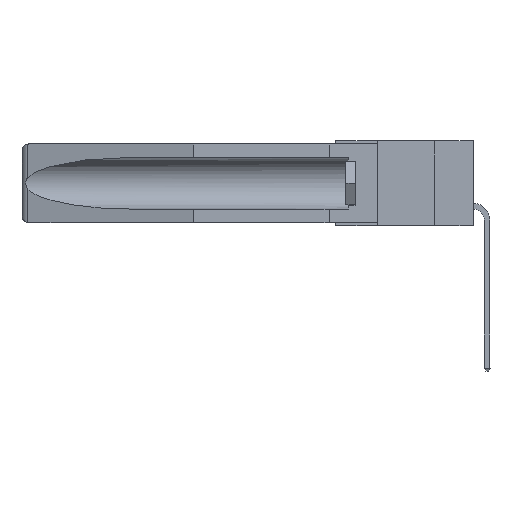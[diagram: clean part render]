
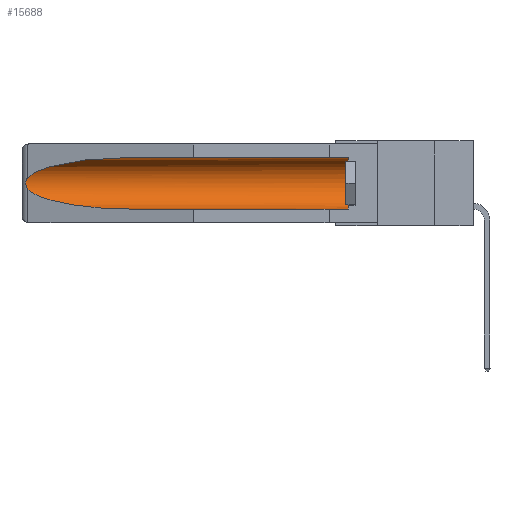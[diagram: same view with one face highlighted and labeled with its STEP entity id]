
A CAD part, left-side view. The second image highlights one B-rep face of the part: STEP entity #15688.
In plain terms, the highlighted cylindrical face has radius 2.857 mm (diameter 5.715 mm), a partial arc.
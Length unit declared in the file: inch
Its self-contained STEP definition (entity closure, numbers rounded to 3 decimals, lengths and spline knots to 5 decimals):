
#129 = CARTESIAN_POINT ( 'NONE',  ( 0.25451, 1.48313, -0.09465 ) ) ;
#208 = CARTESIAN_POINT ( 'NONE',  ( 0.155, 1.07973, -0.284 ) ) ;
#311 = DIRECTION ( 'NONE',  ( 0., 0., 1. ) ) ;
#720 = CARTESIAN_POINT ( 'NONE',  ( 0.26537, 1.52718, -0.14972 ) ) ;
#915 = CARTESIAN_POINT ( 'NONE',  ( 0.2673, 1.53269, -0.17917 ) ) ;
#929 = ORIENTED_EDGE ( 'NONE', *, *, #16395, .F. ) ;
#1206 = LINE ( 'NONE', #6339, #20180 ) ;
#2121 = EDGE_CURVE ( 'NONE', #20171, #12037, #13442, .T. ) ;
#2242 = CARTESIAN_POINT ( 'NONE',  ( 0.2675, 1.53308, -0.17534 ) ) ;
#2451 =( BOUNDED_CURVE ( )  B_SPLINE_CURVE ( 3, ( #13234, #13033, #4080, #7263 ),
 .UNSPECIFIED., .F., .T. ) 
 B_SPLINE_CURVE_WITH_KNOTS ( ( 4, 4 ),
 ( 0.1948, 1.5708 ),
 .UNSPECIFIED. ) 
 CURVE ( )  GEOMETRIC_REPRESENTATION_ITEM ( )  RATIONAL_B_SPLINE_CURVE ( ( 1., 0.848, 0.848, 1. ) ) 
 REPRESENTATION_ITEM ( '' )  );
#2755 = CARTESIAN_POINT ( 'NONE',  ( 0.26537, 1.52718, -0.14972 ) ) ;
#2815 = EDGE_CURVE ( 'NONE', #12983, #20212, #7851, .T. ) ;
#3614 = CARTESIAN_POINT ( 'NONE',  ( 0.155, 1.07973, -0.059 ) ) ;
#3846 = DIRECTION ( 'NONE',  ( 0., 1., 0. ) ) ;
#4080 = CARTESIAN_POINT ( 'NONE',  ( 0.21114, 1.30732, -0.284 ) ) ;
#4877 =( BOUNDED_CURVE ( )  B_SPLINE_CURVE ( 3, ( #6275, #13955, #129, #4897 ),
 .UNSPECIFIED., .F., .F. ) 
 B_SPLINE_CURVE_WITH_KNOTS ( ( 4, 4 ),
 ( 4.71239, 6.08839 ),
 .UNSPECIFIED. ) 
 CURVE ( )  GEOMETRIC_REPRESENTATION_ITEM ( )  RATIONAL_B_SPLINE_CURVE ( ( 1., 0.848, 0.848, 1. ) ) 
 REPRESENTATION_ITEM ( '' )  );
#4897 = CARTESIAN_POINT ( 'NONE',  ( 0.26537, 1.52718, -0.14972 ) ) ;
#6275 = CARTESIAN_POINT ( 'NONE',  ( 0.155, 1.07973, -0.059 ) ) ;
#6339 = CARTESIAN_POINT ( 'NONE',  ( 0.155, -0.30754, -0.284 ) ) ;
#6516 = EDGE_LOOP ( 'NONE', ( #14834, #11304, #16488, #929, #16611, #18350 ) ) ;
#7263 = CARTESIAN_POINT ( 'NONE',  ( 0.155, 1.07973, -0.284 ) ) ;
#7851 = CIRCLE ( 'NONE', #9759, 0.1125 ) ;
#8058 = DIRECTION ( 'NONE',  ( 0., 1., 0. ) ) ;
#8664 = EDGE_CURVE ( 'NONE', #10017, #20171, #4877, .T. ) ;
#8720 = CARTESIAN_POINT ( 'NONE',  ( 0.26655, 1.53094, -0.18657 ) ) ;
#9759 = AXIS2_PLACEMENT_3D ( 'NONE', #18250, #19871, #18727 ) ;
#10017 = VERTEX_POINT ( 'NONE', #3614 ) ;
#10165 = CARTESIAN_POINT ( 'NONE',  ( 0.2673, 1.5327, -0.16383 ) ) ;
#10174 = VECTOR ( 'NONE', #3846, 39.37008 ) ;
#10904 = LINE ( 'NONE', #17866, #10174 ) ;
#11304 = ORIENTED_EDGE ( 'NONE', *, *, #2121, .T. ) ;
#12037 = VERTEX_POINT ( 'NONE', #15379 ) ;
#12524 = EDGE_CURVE ( 'NONE', #12037, #19033, #2451, .T. ) ;
#12841 = CYLINDRICAL_SURFACE ( 'NONE', #17378, 0.1125 ) ;
#12983 = VERTEX_POINT ( 'NONE', #13214 ) ;
#13033 = CARTESIAN_POINT ( 'NONE',  ( 0.25451, 1.48313, -0.24835 ) ) ;
#13214 = CARTESIAN_POINT ( 'NONE',  ( 0.155, 0.126, -0.284 ) ) ;
#13234 = CARTESIAN_POINT ( 'NONE',  ( 0.26537, 1.52718, -0.19328 ) ) ;
#13333 = FACE_OUTER_BOUND ( 'NONE', #6516, .T. ) ;
#13442 = B_SPLINE_CURVE_WITH_KNOTS ( 'NONE', 3,
 ( #720, #18102, #13526, #10165, #18162, #2242, #915, #8720, #13456, #14976 ),
 .UNSPECIFIED., .F., .F.,
 ( 4, 2, 2, 2, 4 ),
 ( 0., 0.00029, 0.00058, 0.00087, 0.00117 ),
 .UNSPECIFIED. ) ;
#13456 = CARTESIAN_POINT ( 'NONE',  ( 0.26597, 1.5296, -0.19026 ) ) ;
#13526 = CARTESIAN_POINT ( 'NONE',  ( 0.26654, 1.53092, -0.15636 ) ) ;
#13955 = CARTESIAN_POINT ( 'NONE',  ( 0.21114, 1.30732, -0.059 ) ) ;
#14742 = EDGE_CURVE ( 'NONE', #20212, #10017, #10904, .T. ) ;
#14834 = ORIENTED_EDGE ( 'NONE', *, *, #8664, .T. ) ;
#14976 = CARTESIAN_POINT ( 'NONE',  ( 0.26537, 1.52718, -0.19328 ) ) ;
#15379 = CARTESIAN_POINT ( 'NONE',  ( 0.26537, 1.52718, -0.19328 ) ) ;
#15655 = CARTESIAN_POINT ( 'NONE',  ( 0.155, 0.126, -0.059 ) ) ;
#15688 = ADVANCED_FACE ( 'NONE', ( #13333 ), #12841, .F. ) ;
#16230 = CARTESIAN_POINT ( 'NONE',  ( 0.155, -0.30754, -0.1715 ) ) ;
#16395 = EDGE_CURVE ( 'NONE', #12983, #19033, #1206, .T. ) ;
#16488 = ORIENTED_EDGE ( 'NONE', *, *, #12524, .T. ) ;
#16611 = ORIENTED_EDGE ( 'NONE', *, *, #2815, .T. ) ;
#17378 = AXIS2_PLACEMENT_3D ( 'NONE', #16230, #17747, #311 ) ;
#17747 = DIRECTION ( 'NONE',  ( 0., 1., 0. ) ) ;
#17866 = CARTESIAN_POINT ( 'NONE',  ( 0.155, -0.30754, -0.059 ) ) ;
#18102 = CARTESIAN_POINT ( 'NONE',  ( 0.26597, 1.52961, -0.15275 ) ) ;
#18162 = CARTESIAN_POINT ( 'NONE',  ( 0.2675, 1.53308, -0.16763 ) ) ;
#18250 = CARTESIAN_POINT ( 'NONE',  ( 0.155, 0.126, -0.1715 ) ) ;
#18350 = ORIENTED_EDGE ( 'NONE', *, *, #14742, .T. ) ;
#18727 = DIRECTION ( 'NONE',  ( 0., 0., 1. ) ) ;
#19033 = VERTEX_POINT ( 'NONE', #208 ) ;
#19871 = DIRECTION ( 'NONE',  ( 0., -1., 0. ) ) ;
#20171 = VERTEX_POINT ( 'NONE', #2755 ) ;
#20180 = VECTOR ( 'NONE', #8058, 39.37008 ) ;
#20212 = VERTEX_POINT ( 'NONE', #15655 ) ;
